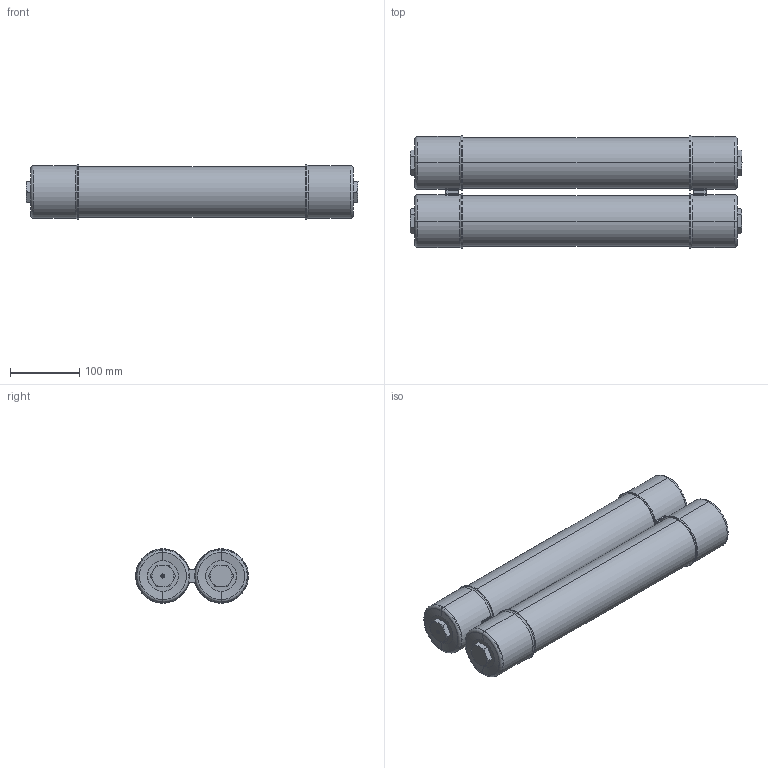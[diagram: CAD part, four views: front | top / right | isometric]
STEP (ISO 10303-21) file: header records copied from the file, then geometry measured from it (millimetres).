
FILE_DESCRIPTION (( 'STEP AP214' ), '1' );
FILE_NAME ('701055.STEP', '2024-05-07T13:04:13', ( '' ), ( '' ), 'SwSTEP 2.0', 'SolidWorks 2021', '' );
FILE_SCHEMA (( 'AUTOMOTIVE_DESIGN' ));
Length unit declared in the file: inch
Products named in the file (1): 701055
Bounding box: 479.3 x 162.86 x 78.74 mm (x, y, z)
Volume: 807607.9 mm3; surface area: 594678 mm2
Topology: 23 solids, 23 shells, 463 faces, 1092 edges, 687 vertices
Faces by surface type: plane 169, cylinder 154, cone 68, torus 66, sphere 6
Entity records: 20337 total; most frequent: CARTESIAN_POINT 3151, DIRECTION 2418, ORIENTED_EDGE 2168, EDGE_CURVE 1084, AXIS2_PLACEMENT_3D 990, VERTEX_POINT 683, CIRCLE 526, EDGE_LOOP 501
